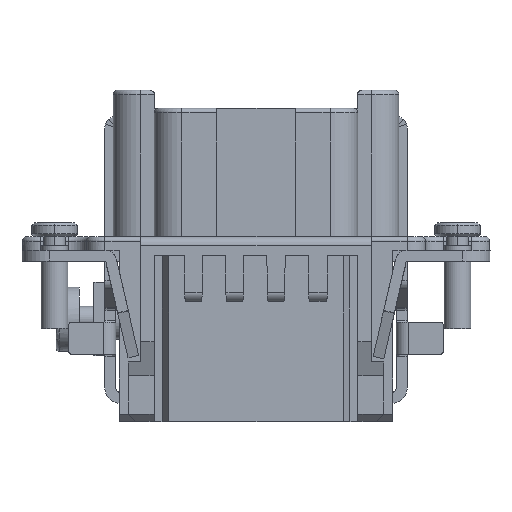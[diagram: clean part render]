
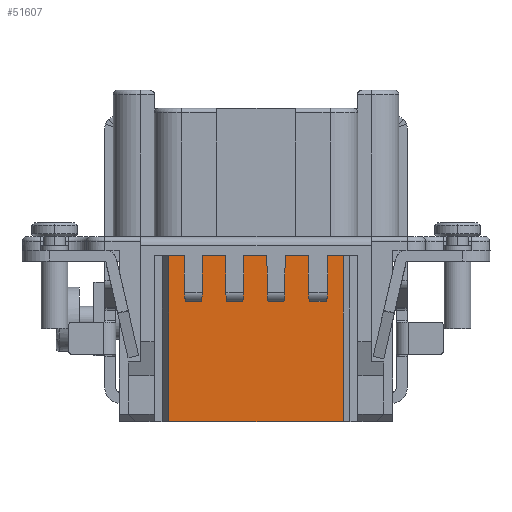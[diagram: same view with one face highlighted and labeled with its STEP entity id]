
A CAD part, top view. The second image highlights one B-rep face of the part: STEP entity #51607.
In plain terms, the highlighted planar face has unit normal (0, 0, 1).
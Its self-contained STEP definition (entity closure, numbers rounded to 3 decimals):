
#4429=DIRECTION('',(0.,-1.,0.));
#4430=VECTOR('',#4429,18.1);
#4431=CARTESIAN_POINT('',(-21.95,-2.1,14.1));
#4432=LINE('',#4431,#4430);
#4433=DIRECTION('',(-1.,0.,0.));
#4434=VECTOR('',#4433,19.1);
#4435=CARTESIAN_POINT('',(-21.95,-20.2,14.1));
#4436=LINE('',#4435,#4434);
#4437=DIRECTION('',(0.009,-1.,0.));
#4438=VECTOR('',#4437,5.);
#4439=CARTESIAN_POINT('',(-38.979,-2.1,14.1));
#4440=LINE('',#4439,#4438);
#4441=DIRECTION('',(0.009,1.,0.));
#4442=VECTOR('',#4441,5.);
#4443=CARTESIAN_POINT('',(-37.735,-7.1,14.1));
#4444=LINE('',#4443,#4442);
#4445=DIRECTION('',(1.,0.,0.));
#4446=VECTOR('',#4445,3.222);
#4447=CARTESIAN_POINT('',(-37.691,-2.1,14.1));
#4448=LINE('',#4447,#4446);
#4449=DIRECTION('',(0.009,-1.,0.));
#4450=VECTOR('',#4449,5.);
#4451=CARTESIAN_POINT('',(-34.469,-2.1,14.1));
#4452=LINE('',#4451,#4450);
#4453=DIRECTION('',(0.009,1.,0.));
#4454=VECTOR('',#4453,5.);
#4455=CARTESIAN_POINT('',(-33.225,-7.1,14.1));
#4456=LINE('',#4455,#4454);
#4457=DIRECTION('',(1.,0.,0.));
#4458=VECTOR('',#4457,3.222);
#4459=CARTESIAN_POINT('',(-33.181,-2.1,14.1));
#4460=LINE('',#4459,#4458);
#4461=DIRECTION('',(0.009,-1.,0.));
#4462=VECTOR('',#4461,5.);
#4463=CARTESIAN_POINT('',(-29.959,-2.1,14.1));
#4464=LINE('',#4463,#4462);
#4465=DIRECTION('',(0.009,1.,0.));
#4466=VECTOR('',#4465,5.);
#4467=CARTESIAN_POINT('',(-28.715,-7.1,14.1));
#4468=LINE('',#4467,#4466);
#4469=DIRECTION('',(1.,0.,0.));
#4470=VECTOR('',#4469,3.222);
#4471=CARTESIAN_POINT('',(-28.671,-2.1,14.1));
#4472=LINE('',#4471,#4470);
#4473=DIRECTION('',(0.009,-1.,0.));
#4474=VECTOR('',#4473,5.);
#4475=CARTESIAN_POINT('',(-25.449,-2.1,14.1));
#4476=LINE('',#4475,#4474);
#4477=DIRECTION('',(0.009,1.,0.));
#4478=VECTOR('',#4477,5.);
#4479=CARTESIAN_POINT('',(-24.065,-7.1,14.1));
#4480=LINE('',#4479,#4478);
#4485=DIRECTION('',(0.,-1.,0.));
#4486=VECTOR('',#4485,18.1);
#4487=CARTESIAN_POINT('',(-41.05,-2.1,14.1));
#4488=LINE('',#4487,#4486);
#4517=DIRECTION('',(-1.,0.,0.));
#4518=VECTOR('',#4517,2.071);
#4519=CARTESIAN_POINT('',(-38.979,-2.1,14.1));
#4520=LINE('',#4519,#4518);
#4673=DIRECTION('',(-1.,0.,0.));
#4674=VECTOR('',#4673,2.071);
#4675=CARTESIAN_POINT('',(-21.95,-2.1,14.1));
#4676=LINE('',#4675,#4674);
#4693=DIRECTION('',(-1.,0.,0.));
#4694=VECTOR('',#4693,1.34);
#4695=CARTESIAN_POINT('',(-24.065,-7.1,14.1));
#4696=LINE('',#4695,#4694);
#4705=DIRECTION('',(-1.,0.,0.));
#4706=VECTOR('',#4705,1.2);
#4707=CARTESIAN_POINT('',(-28.715,-7.1,14.1));
#4708=LINE('',#4707,#4706);
#4717=DIRECTION('',(-1.,0.,0.));
#4718=VECTOR('',#4717,1.2);
#4719=CARTESIAN_POINT('',(-33.225,-7.1,14.1));
#4720=LINE('',#4719,#4718);
#4729=DIRECTION('',(-1.,0.,0.));
#4730=VECTOR('',#4729,1.2);
#4731=CARTESIAN_POINT('',(-37.735,-7.1,14.1));
#4732=LINE('',#4731,#4730);
#35900=CARTESIAN_POINT('',(-41.05,-20.2,14.1));
#35901=VERTEX_POINT('',#35900);
#35902=CARTESIAN_POINT('',(-21.95,-20.2,14.1));
#35903=VERTEX_POINT('',#35902);
#41851=CARTESIAN_POINT('',(-21.95,-2.1,14.1));
#41852=VERTEX_POINT('',#41851);
#41853=CARTESIAN_POINT('',(-41.05,-2.1,14.1));
#41854=VERTEX_POINT('',#41853);
#41855=CARTESIAN_POINT('',(-38.979,-2.1,14.1));
#41856=VERTEX_POINT('',#41855);
#41857=CARTESIAN_POINT('',(-38.935,-7.1,14.1));
#41858=VERTEX_POINT('',#41857);
#41859=CARTESIAN_POINT('',(-37.735,-7.1,14.1));
#41860=VERTEX_POINT('',#41859);
#41861=CARTESIAN_POINT('',(-37.691,-2.1,14.1));
#41862=VERTEX_POINT('',#41861);
#41863=CARTESIAN_POINT('',(-34.469,-2.1,14.1));
#41864=VERTEX_POINT('',#41863);
#41865=CARTESIAN_POINT('',(-34.425,-7.1,14.1));
#41866=VERTEX_POINT('',#41865);
#41867=CARTESIAN_POINT('',(-33.225,-7.1,14.1));
#41868=VERTEX_POINT('',#41867);
#41869=CARTESIAN_POINT('',(-33.181,-2.1,14.1));
#41870=VERTEX_POINT('',#41869);
#41871=CARTESIAN_POINT('',(-29.959,-2.1,14.1));
#41872=VERTEX_POINT('',#41871);
#41873=CARTESIAN_POINT('',(-29.915,-7.1,14.1));
#41874=VERTEX_POINT('',#41873);
#41875=CARTESIAN_POINT('',(-28.715,-7.1,14.1));
#41876=VERTEX_POINT('',#41875);
#41877=CARTESIAN_POINT('',(-28.671,-2.1,14.1));
#41878=VERTEX_POINT('',#41877);
#41879=CARTESIAN_POINT('',(-25.449,-2.1,14.1));
#41880=VERTEX_POINT('',#41879);
#41881=CARTESIAN_POINT('',(-25.405,-7.1,14.1));
#41882=VERTEX_POINT('',#41881);
#41883=CARTESIAN_POINT('',(-24.065,-7.1,14.1));
#41884=VERTEX_POINT('',#41883);
#41885=CARTESIAN_POINT('',(-24.021,-2.1,14.1));
#41886=VERTEX_POINT('',#41885);
#51562=CARTESIAN_POINT('',(-41.12,-2.1,14.1));
#51563=DIRECTION('',(0.,0.,-1.));
#51564=DIRECTION('',(1.,0.,0.));
#51565=AXIS2_PLACEMENT_3D('',#51562,#51563,#51564);
#51566=PLANE('',#51565);
#51567=ORIENTED_EDGE('',*,*,#51554,.T.);
#51568=ORIENTED_EDGE('',*,*,#47286,.T.);
#51570=ORIENTED_EDGE('',*,*,#51569,.F.);
#51572=ORIENTED_EDGE('',*,*,#51571,.F.);
#51574=ORIENTED_EDGE('',*,*,#51573,.T.);
#51576=ORIENTED_EDGE('',*,*,#51575,.F.);
#51578=ORIENTED_EDGE('',*,*,#51577,.T.);
#51580=ORIENTED_EDGE('',*,*,#51579,.T.);
#51582=ORIENTED_EDGE('',*,*,#51581,.T.);
#51584=ORIENTED_EDGE('',*,*,#51583,.F.);
#51586=ORIENTED_EDGE('',*,*,#51585,.T.);
#51588=ORIENTED_EDGE('',*,*,#51587,.T.);
#51590=ORIENTED_EDGE('',*,*,#51589,.T.);
#51592=ORIENTED_EDGE('',*,*,#51591,.F.);
#51594=ORIENTED_EDGE('',*,*,#51593,.T.);
#51596=ORIENTED_EDGE('',*,*,#51595,.T.);
#51598=ORIENTED_EDGE('',*,*,#51597,.T.);
#51600=ORIENTED_EDGE('',*,*,#51599,.F.);
#51602=ORIENTED_EDGE('',*,*,#51601,.T.);
#51604=ORIENTED_EDGE('',*,*,#51603,.F.);
#51605=EDGE_LOOP('',(#51567,#51568,#51570,#51572,#51574,#51576,#51578,#51580,
#51582,#51584,#51586,#51588,#51590,#51592,#51594,#51596,#51598,#51600,#51602,
#51604));
#51606=FACE_OUTER_BOUND('',#51605,.F.);
#51607=ADVANCED_FACE('',(#51606),#51566,.F.);
#47286=EDGE_CURVE('',#35903,#35901,#4436,.T.);
#51554=EDGE_CURVE('',#41852,#35903,#4432,.T.);
#51569=EDGE_CURVE('',#41854,#35901,#4488,.T.);
#51571=EDGE_CURVE('',#41856,#41854,#4520,.T.);
#51573=EDGE_CURVE('',#41856,#41858,#4440,.T.);
#51575=EDGE_CURVE('',#41860,#41858,#4732,.T.);
#51577=EDGE_CURVE('',#41860,#41862,#4444,.T.);
#51579=EDGE_CURVE('',#41862,#41864,#4448,.T.);
#51581=EDGE_CURVE('',#41864,#41866,#4452,.T.);
#51583=EDGE_CURVE('',#41868,#41866,#4720,.T.);
#51585=EDGE_CURVE('',#41868,#41870,#4456,.T.);
#51587=EDGE_CURVE('',#41870,#41872,#4460,.T.);
#51589=EDGE_CURVE('',#41872,#41874,#4464,.T.);
#51591=EDGE_CURVE('',#41876,#41874,#4708,.T.);
#51593=EDGE_CURVE('',#41876,#41878,#4468,.T.);
#51595=EDGE_CURVE('',#41878,#41880,#4472,.T.);
#51597=EDGE_CURVE('',#41880,#41882,#4476,.T.);
#51599=EDGE_CURVE('',#41884,#41882,#4696,.T.);
#51601=EDGE_CURVE('',#41884,#41886,#4480,.T.);
#51603=EDGE_CURVE('',#41852,#41886,#4676,.T.);
